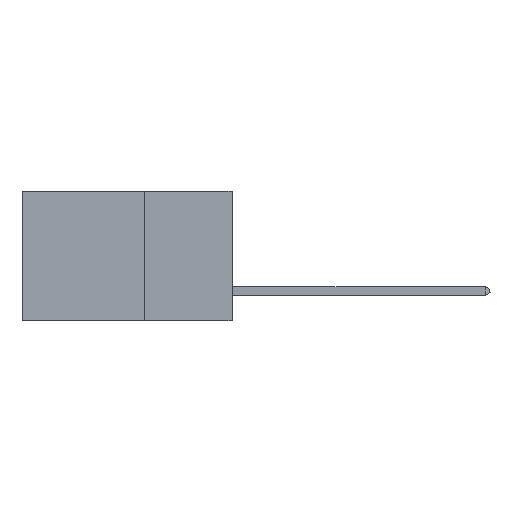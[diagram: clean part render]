
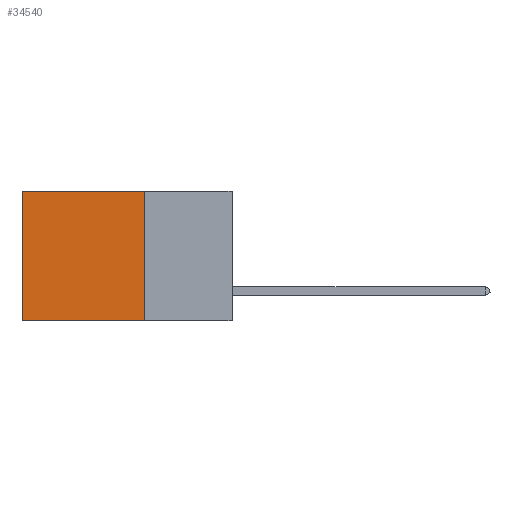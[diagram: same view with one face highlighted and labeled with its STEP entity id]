
A CAD part, left-side view. The second image highlights one B-rep face of the part: STEP entity #34540.
In plain terms, the highlighted planar face has unit normal (-1, 0, 0).
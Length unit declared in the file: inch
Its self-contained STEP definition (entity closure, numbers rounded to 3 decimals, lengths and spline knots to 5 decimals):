
#47 = CARTESIAN_POINT ( 'NONE',  ( 0.2875, 0.6, 0. ) ) ;
#716 = ORIENTED_EDGE ( 'NONE', *, *, #34183, .F. ) ;
#1415 = FACE_OUTER_BOUND ( 'NONE', #32197, .T. ) ;
#1874 = CARTESIAN_POINT ( 'NONE',  ( 0.2875, 0.25, 0. ) ) ;
#5205 = DIRECTION ( 'NONE',  ( 0., 1., 0. ) ) ;
#5301 = DIRECTION ( 'NONE',  ( 0., 0., -1. ) ) ;
#5998 = CARTESIAN_POINT ( 'NONE',  ( 0.2875, 0.6, -0.37 ) ) ;
#6506 = VECTOR ( 'NONE', #27594, 39.37008 ) ;
#7089 = CARTESIAN_POINT ( 'NONE',  ( 0.2875, 0.25, 0. ) ) ;
#7431 = CARTESIAN_POINT ( 'NONE',  ( 0.2875, 0.25, -0.37 ) ) ;
#8226 = LINE ( 'NONE', #47, #6506 ) ;
#10794 = AXIS2_PLACEMENT_3D ( 'NONE', #28485, #17900, #12197 ) ;
#11109 = CARTESIAN_POINT ( 'NONE',  ( 0.2875, 0.25, -0.37 ) ) ;
#11580 = VECTOR ( 'NONE', #5301, 39.37008 ) ;
#12077 = PLANE ( 'NONE',  #10794 ) ;
#12197 = DIRECTION ( 'NONE',  ( 0., 0., -1. ) ) ;
#12956 = LINE ( 'NONE', #7089, #27002 ) ;
#13657 = VERTEX_POINT ( 'NONE', #1874 ) ;
#13690 = LINE ( 'NONE', #21505, #11580 ) ;
#13695 = EDGE_CURVE ( 'NONE', #19909, #34268, #33574, .T. ) ;
#15352 = CARTESIAN_POINT ( 'NONE',  ( 0.2875, 0.6, 0. ) ) ;
#17900 = DIRECTION ( 'NONE',  ( 1., 0., 0. ) ) ;
#18582 = EDGE_CURVE ( 'NONE', #13657, #24046, #12956, .T. ) ;
#19909 = VERTEX_POINT ( 'NONE', #11109 ) ;
#21505 = CARTESIAN_POINT ( 'NONE',  ( 0.2875, 0.25, 0. ) ) ;
#24046 = VERTEX_POINT ( 'NONE', #15352 ) ;
#26359 = DIRECTION ( 'NONE',  ( 0., 1., 0. ) ) ;
#26741 = ORIENTED_EDGE ( 'NONE', *, *, #33537, .T. ) ;
#26775 = VECTOR ( 'NONE', #26359, 39.37008 ) ;
#27002 = VECTOR ( 'NONE', #5205, 39.37008 ) ;
#27594 = DIRECTION ( 'NONE',  ( 0., 0., -1. ) ) ;
#28485 = CARTESIAN_POINT ( 'NONE',  ( 0.2875, 0.25, 0. ) ) ;
#30472 = ORIENTED_EDGE ( 'NONE', *, *, #13695, .F. ) ;
#30659 = ORIENTED_EDGE ( 'NONE', *, *, #18582, .T. ) ;
#32197 = EDGE_LOOP ( 'NONE', ( #26741, #30472, #716, #30659 ) ) ;
#33537 = EDGE_CURVE ( 'NONE', #24046, #34268, #8226, .T. ) ;
#33574 = LINE ( 'NONE', #7431, #26775 ) ;
#34183 = EDGE_CURVE ( 'NONE', #13657, #19909, #13690, .T. ) ;
#34268 = VERTEX_POINT ( 'NONE', #5998 ) ;
#34540 = ADVANCED_FACE ( 'NONE', ( #1415 ), #12077, .F. ) ;
